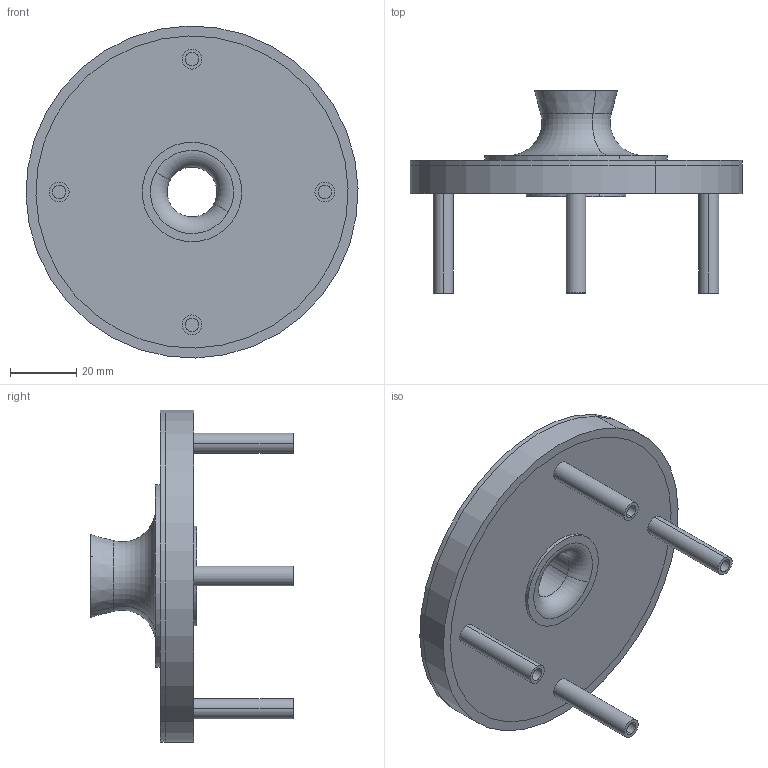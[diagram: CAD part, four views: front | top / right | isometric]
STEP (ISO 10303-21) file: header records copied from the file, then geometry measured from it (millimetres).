
FILE_DESCRIPTION(('CATIA V5 STEP Exchange'),'2;1');
FILE_NAME('16-04-003.stp','2017-05-08T17:40:29+00:00',('none'),('none'),'CATIA Version 5 Release 21 SP 3 (IN-10)','CATIA V5 STEP AP203','none');
FILE_SCHEMA(('CONFIG_CONTROL_DESIGN'));
Length unit declared in the file: millimetre
Products named in the file (1): 16-04-003
Bounding box: 99.97 x 61 x 99.97 mm (x, y, z)
Volume: 54329.5 mm3; surface area: 42310.2 mm2
Topology: 6 solids, 6 shells, 94 faces, 228 edges, 150 vertices
Faces by surface type: cylinder 70, plane 16, torus 4, cone 4
Entity records: 2596 total; most frequent: ORIENTED_EDGE 456, CARTESIAN_POINT 429, DIRECTION 328, EDGE_CURVE 228, AXIS2_PLACEMENT_3D 205, CIRCLE 154, VERTEX_POINT 150, EDGE_LOOP 148
